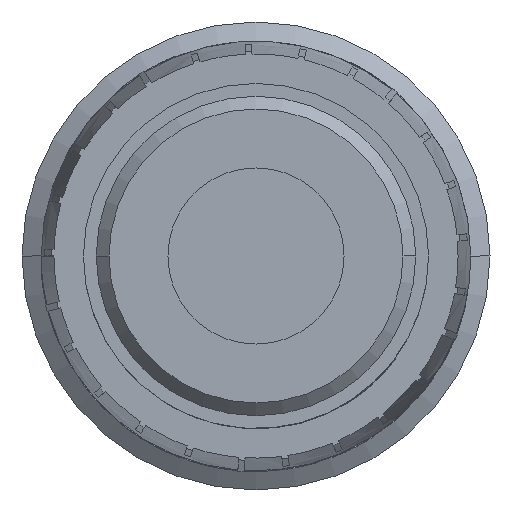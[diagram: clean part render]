
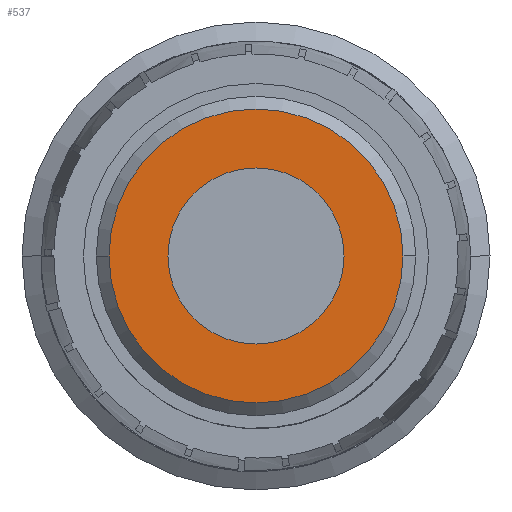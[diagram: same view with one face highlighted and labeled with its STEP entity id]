
A CAD part, left-side view. The second image highlights one B-rep face of the part: STEP entity #537.
In plain terms, the highlighted planar face has unit normal (-1, 0, 0).
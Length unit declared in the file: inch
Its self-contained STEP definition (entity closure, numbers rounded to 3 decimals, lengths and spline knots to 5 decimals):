
#537 = ADVANCED_FACE ( 'NONE', ( #7436, #7469 ), #7471, .T. ) ;
#538 = ORIENTED_EDGE ( 'NONE', *, *, #26332, .T. ) ;
#540 = EDGE_LOOP ( 'NONE', ( #550, #586 ) ) ;
#542 = EDGE_CURVE ( 'NONE', #26310, #26306, #7536, .T. ) ;
#546 = EDGE_CURVE ( 'NONE', #26328, #26333, #7529, .T. ) ;
#549 = EDGE_LOOP ( 'NONE', ( #555, #538 ) ) ;
#550 = ORIENTED_EDGE ( 'NONE', *, *, #26308, .F. ) ;
#555 = ORIENTED_EDGE ( 'NONE', *, *, #546, .T. ) ;
#586 = ORIENTED_EDGE ( 'NONE', *, *, #542, .F. ) ;
#7436 = FACE_OUTER_BOUND ( 'NONE', #549, .T. ) ;
#7468 = AXIS2_PLACEMENT_3D ( 'NONE', #7544, #7543, #7542 ) ;
#7469 = FACE_BOUND ( 'NONE', #540, .T. ) ;
#7471 = PLANE ( 'NONE',  #7468 ) ;
#7491 = AXIS2_PLACEMENT_3D ( 'NONE', #7534, #7533, #7532 ) ;
#7525 = DIRECTION ( 'NONE',  ( 0., -1., 0. ) ) ;
#7526 = DIRECTION ( 'NONE',  ( -1., 0., 0. ) ) ;
#7527 = CARTESIAN_POINT ( 'NONE',  ( 0.35, -0.001, 0. ) ) ;
#7528 = AXIS2_PLACEMENT_3D ( 'NONE', #7527, #7526, #7525 ) ;
#7529 = CIRCLE ( 'NONE', #7528, 0.115 ) ;
#7532 = DIRECTION ( 'NONE',  ( 0., -1., 0. ) ) ;
#7533 = DIRECTION ( 'NONE',  ( -1., 0., 0. ) ) ;
#7534 = CARTESIAN_POINT ( 'NONE',  ( 0.35, -0.001, 0. ) ) ;
#7536 = CIRCLE ( 'NONE', #7491, 0.0689 ) ;
#7542 = DIRECTION ( 'NONE',  ( 0., -1., 0. ) ) ;
#7543 = DIRECTION ( 'NONE',  ( -1., 0., 0. ) ) ;
#7544 = CARTESIAN_POINT ( 'NONE',  ( 0.35, 0., 0. ) ) ;
#18237 = AXIS2_PLACEMENT_3D ( 'NONE', #18329, #18328, #18327 ) ;
#18243 = CIRCLE ( 'NONE', #18237, 0.0689 ) ;
#18266 = CARTESIAN_POINT ( 'NONE',  ( 0.35, -0.0699, 0. ) ) ;
#18325 = CARTESIAN_POINT ( 'NONE',  ( 0.35, 0.0679, 0. ) ) ;
#18327 = DIRECTION ( 'NONE',  ( 0., -1., 0. ) ) ;
#18328 = DIRECTION ( 'NONE',  ( -1., 0., 0. ) ) ;
#18329 = CARTESIAN_POINT ( 'NONE',  ( 0.35, -0.001, 0. ) ) ;
#18360 = CARTESIAN_POINT ( 'NONE',  ( 0.35, -0.116, 0. ) ) ;
#18361 = CARTESIAN_POINT ( 'NONE',  ( 0.35, 0.114, 0. ) ) ;
#18388 = DIRECTION ( 'NONE',  ( 0., -1., 0. ) ) ;
#18389 = DIRECTION ( 'NONE',  ( -1., 0., 0. ) ) ;
#18390 = CARTESIAN_POINT ( 'NONE',  ( 0.35, -0.001, 0. ) ) ;
#18398 = CIRCLE ( 'NONE', #18399, 0.115 ) ;
#18399 = AXIS2_PLACEMENT_3D ( 'NONE', #18390, #18389, #18388 ) ;
#26306 = VERTEX_POINT ( 'NONE', #18266 ) ;
#26308 = EDGE_CURVE ( 'NONE', #26306, #26310, #18243, .T. ) ;
#26310 = VERTEX_POINT ( 'NONE', #18325 ) ;
#26328 = VERTEX_POINT ( 'NONE', #18361 ) ;
#26332 = EDGE_CURVE ( 'NONE', #26333, #26328, #18398, .T. ) ;
#26333 = VERTEX_POINT ( 'NONE', #18360 ) ;
